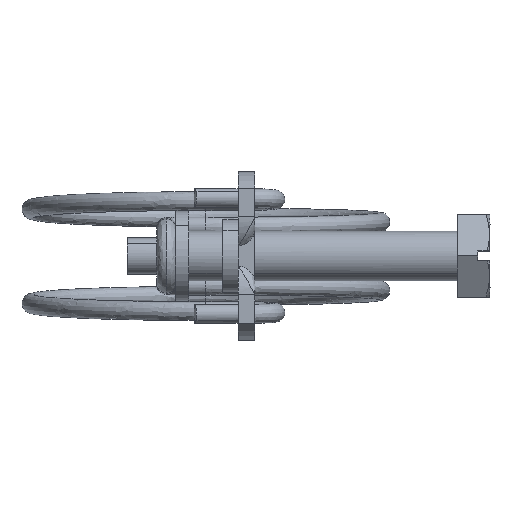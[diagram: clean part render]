
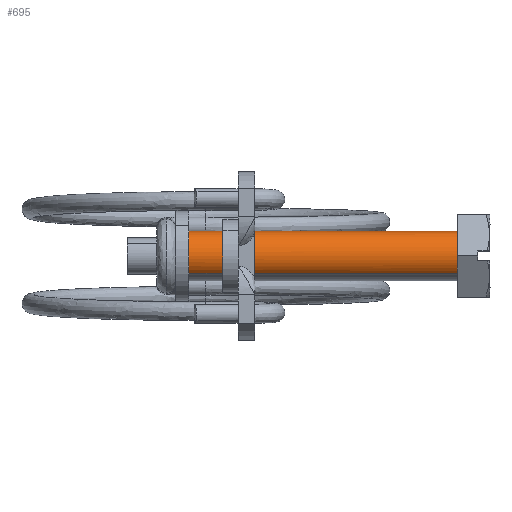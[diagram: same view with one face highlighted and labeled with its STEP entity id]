
A CAD part, top view. The second image highlights one B-rep face of the part: STEP entity #695.
In plain terms, the highlighted free-form (B-spline) face has degree [2, 1] with [5, 2] control points.
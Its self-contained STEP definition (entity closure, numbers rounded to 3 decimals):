
#478=CARTESIAN_POINT('',(-32.5,0.0,3.0));
#479=VERTEX_POINT('',#478);
#480=CARTESIAN_POINT('',(-32.5,3.,0.));
#481=VERTEX_POINT('',#480);
#482=CARTESIAN_POINT('',(-32.5,0.0,3.0));
#483=CARTESIAN_POINT('',(-32.5,0.196,3.));
#484=CARTESIAN_POINT('',(-32.5,0.638,2.957));
#485=CARTESIAN_POINT('',(-32.5,1.249,2.755));
#486=CARTESIAN_POINT('',(-32.5,1.83,2.406));
#487=CARTESIAN_POINT('',(-32.5,2.244,2.017));
#488=CARTESIAN_POINT('',(-32.5,2.557,1.59));
#489=CARTESIAN_POINT('',(-32.5,2.781,1.165));
#490=CARTESIAN_POINT('',(-32.5,2.955,0.626));
#491=CARTESIAN_POINT('',(-32.5,3.,0.221));
#492=CARTESIAN_POINT('',(-32.5,3.,0.));
#493=B_SPLINE_CURVE_WITH_KNOTS('',3,(#482,#483,#484,#485,#486,#487,#488,#489,#490,#491,#492),.UNSPECIFIED.,.F.,.U.,(4,1,1,1,1,1,1,1,4),(0.,0.589,1.325,1.914,2.614,3.019,3.497,4.05,4.712),.UNSPECIFIED.);
#494=EDGE_CURVE('',#479,#481,#493,.T.);
#496=CARTESIAN_POINT('',(-32.5,2.103,-2.14));
#497=VERTEX_POINT('',#496);
#498=CARTESIAN_POINT('',(-32.5,3.,0.));
#499=CARTESIAN_POINT('',(-32.5,3.,-0.186));
#500=CARTESIAN_POINT('',(-32.5,2.964,-0.571));
#501=CARTESIAN_POINT('',(-32.5,2.792,-1.157));
#502=CARTESIAN_POINT('',(-32.5,2.501,-1.695));
#503=CARTESIAN_POINT('',(-32.5,2.235,-2.009));
#504=CARTESIAN_POINT('',(-32.5,2.103,-2.14));
#505=B_SPLINE_CURVE_WITH_KNOTS('',3,(#498,#499,#500,#501,#502,#503,#504),.UNSPECIFIED.,.F.,.U.,(4,1,1,1,4),(0.,0.558,1.154,1.824,2.382),.UNSPECIFIED.);
#506=EDGE_CURVE('',#481,#497,#505,.T.);
#535=CARTESIAN_POINT('',(-32.5,-2.103,2.14));
#536=VERTEX_POINT('',#535);
#546=CARTESIAN_POINT('',(-32.5,-2.103,2.14));
#547=CARTESIAN_POINT('',(-32.5,-1.956,2.284));
#548=CARTESIAN_POINT('',(-32.5,-1.641,2.535));
#549=CARTESIAN_POINT('',(-32.5,-1.109,2.808));
#550=CARTESIAN_POINT('',(-32.5,-0.558,2.966));
#551=CARTESIAN_POINT('',(-32.5,-0.182,3.));
#552=CARTESIAN_POINT('',(-32.5,0.0,3.0));
#553=B_SPLINE_CURVE_WITH_KNOTS('',3,(#546,#547,#548,#549,#550,#551,#552),.UNSPECIFIED.,.F.,.U.,(4,1,1,1,4),(0.,0.619,1.201,1.784,2.33),.UNSPECIFIED.);
#554=EDGE_CURVE('',#536,#479,#553,.T.);
#579=CARTESIAN_POINT('',(0.,2.103,-2.14));
#580=VERTEX_POINT('',#579);
#606=CARTESIAN_POINT('',(0.,-2.103,2.14));
#607=VERTEX_POINT('',#606);
#618=CARTESIAN_POINT('',(0.,-2.103,2.14));
#619=CARTESIAN_POINT('',(-32.5,-2.103,2.14));
#620=QUASI_UNIFORM_CURVE('',1,(#618,#619),.UNSPECIFIED.,.F.,.U.);
#621=EDGE_CURVE('',#607,#536,#620,.T.);
#626=CARTESIAN_POINT('',(0.,2.103,-2.14));
#627=CARTESIAN_POINT('',(-32.5,2.103,-2.14));
#628=QUASI_UNIFORM_CURVE('',1,(#626,#627),.UNSPECIFIED.,.F.,.U.);
#629=EDGE_CURVE('',#580,#497,#628,.T.);
#634=CARTESIAN_POINT('',(0.813,-2.103,2.14));
#635=CARTESIAN_POINT('',(0.813,0.037,4.242));
#636=CARTESIAN_POINT('',(0.813,2.14,2.103));
#637=CARTESIAN_POINT('',(0.813,4.242,-0.037));
#638=CARTESIAN_POINT('',(0.813,2.103,-2.14));
#639=CARTESIAN_POINT('',(-33.333,-2.103,2.14));
#640=CARTESIAN_POINT('',(-33.333,0.037,4.242));
#641=CARTESIAN_POINT('',(-33.333,2.14,2.103));
#642=CARTESIAN_POINT('',(-33.333,4.242,-0.037));
#643=CARTESIAN_POINT('',(-33.333,2.103,-2.14));
#651=(BOUNDED_SURFACE()B_SPLINE_SURFACE(2,1,((#634,#639),(#635,#640),(#636,#641),(#637,#642),(#638,#643)),.UNSPECIFIED.,.F.,.F.,.U.)B_SPLINE_SURFACE_WITH_KNOTS((3,2,3),(2,2),(0.0,4.971,9.941),(0.0,34.145),.UNSPECIFIED.)GEOMETRIC_REPRESENTATION_ITEM()RATIONAL_B_SPLINE_SURFACE(((1.0,1.0),(0.707,0.707),(1.0,1.0),(0.707,0.707),(1.0,1.0)))REPRESENTATION_ITEM('')SURFACE());
#652=CARTESIAN_POINT('',(0.0,3.,0.));
#653=VERTEX_POINT('',#652);
#654=CARTESIAN_POINT('',(0.,2.103,-2.14));
#655=CARTESIAN_POINT('',(0.,2.253,-1.992));
#656=CARTESIAN_POINT('',(0.,2.531,-1.655));
#657=CARTESIAN_POINT('',(0.,2.809,-1.11));
#658=CARTESIAN_POINT('',(0.,2.966,-0.546));
#659=CARTESIAN_POINT('',(0.,3.,-0.186));
#660=CARTESIAN_POINT('',(0.0,3.,0.));
#661=B_SPLINE_CURVE_WITH_KNOTS('',3,(#654,#655,#656,#657,#658,#659,#660),.UNSPECIFIED.,.F.,.U.,(4,1,1,1,4),(0.,0.633,1.303,1.824,2.382),.UNSPECIFIED.);
#662=EDGE_CURVE('',#580,#653,#661,.T.);
#663=ORIENTED_EDGE('',*,*,#662,.F.);
#664=ORIENTED_EDGE('',*,*,#629,.T.);
#665=ORIENTED_EDGE('',*,*,#506,.F.);
#666=ORIENTED_EDGE('',*,*,#494,.F.);
#667=ORIENTED_EDGE('',*,*,#554,.F.);
#668=ORIENTED_EDGE('',*,*,#621,.F.);
#669=CARTESIAN_POINT('',(0.0,0.0,3.0));
#670=VERTEX_POINT('',#669);
#671=CARTESIAN_POINT('',(0.0,0.0,3.0));
#672=CARTESIAN_POINT('',(0.,-0.316,3.));
#673=CARTESIAN_POINT('',(0.,-0.886,2.909));
#674=CARTESIAN_POINT('',(0.,-1.593,2.574));
#675=CARTESIAN_POINT('',(0.,-1.956,2.284));
#676=CARTESIAN_POINT('',(0.,-2.103,2.14));
#677=B_SPLINE_CURVE_WITH_KNOTS('',3,(#671,#672,#673,#674,#675,#676),.UNSPECIFIED.,.F.,.U.,(4,1,1,4),(0.,0.947,1.711,2.33),.UNSPECIFIED.);
#678=EDGE_CURVE('',#670,#607,#677,.T.);
#679=ORIENTED_EDGE('',*,*,#678,.F.);
#680=CARTESIAN_POINT('',(0.0,3.,0.));
#681=CARTESIAN_POINT('',(0.0,3.,0.27));
#682=CARTESIAN_POINT('',(0.0,2.932,0.773));
#683=CARTESIAN_POINT('',(0.0,2.675,1.402));
#684=CARTESIAN_POINT('',(0.0,2.32,1.935));
#685=CARTESIAN_POINT('',(0.0,1.889,2.361));
#686=CARTESIAN_POINT('',(0.0,1.399,2.671));
#687=CARTESIAN_POINT('',(0.0,0.785,2.925));
#688=CARTESIAN_POINT('',(0.0,0.319,3.));
#689=CARTESIAN_POINT('',(0.0,0.0,3.0));
#690=B_SPLINE_CURVE_WITH_KNOTS('',3,(#680,#681,#682,#683,#684,#685,#686,#687,#688,#689),.UNSPECIFIED.,.F.,.U.,(4,1,1,1,1,1,1,4),(0.,0.81,1.509,2.025,2.724,3.313,3.755,4.712),.UNSPECIFIED.);
#691=EDGE_CURVE('',#653,#670,#690,.T.);
#692=ORIENTED_EDGE('',*,*,#691,.F.);
#693=EDGE_LOOP('',(#663,#664,#665,#666,#667,#668,#679,#692));
#694=FACE_OUTER_BOUND('',#693,.T.);
#695=ADVANCED_FACE('',(#694),#651,.T.);
